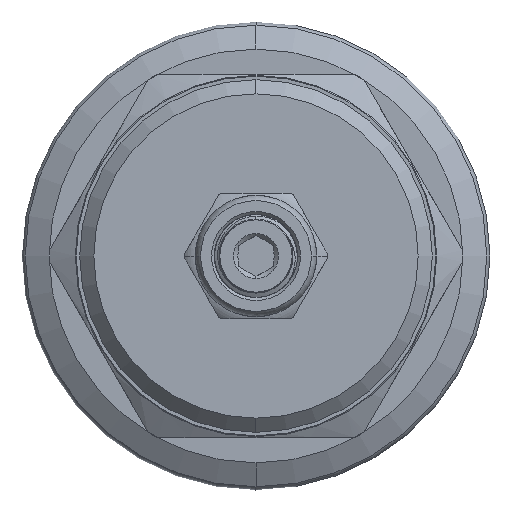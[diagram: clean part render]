
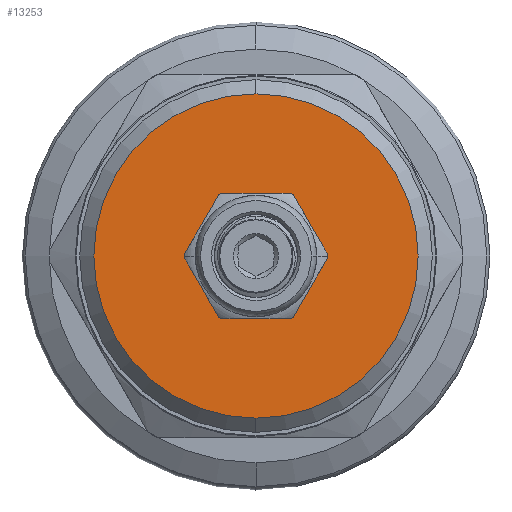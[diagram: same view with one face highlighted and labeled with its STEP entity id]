
A CAD part, left-side view. The second image highlights one B-rep face of the part: STEP entity #13253.
In plain terms, the highlighted planar face has unit normal (-1, 0, 0).
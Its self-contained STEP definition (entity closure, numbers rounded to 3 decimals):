
#502 = VERTEX_POINT ( 'NONE', #10695 ) ;
#891 = EDGE_CURVE ( 'NONE', #6967, #2844, #12049, .T. ) ;
#2684 = EDGE_CURVE ( 'NONE', #19472, #502, #5717, .T. ) ;
#2747 = CARTESIAN_POINT ( 'NONE',  ( -6.83, 6.875, 0. ) ) ;
#2785 = PLANE ( 'NONE',  #7243 ) ;
#2844 = VERTEX_POINT ( 'NONE', #14666 ) ;
#3261 = FACE_BOUND ( 'NONE', #4234, .T. ) ;
#3457 = AXIS2_PLACEMENT_3D ( 'NONE', #20376, #17489, #9192 ) ;
#3677 = DIRECTION ( 'NONE',  ( 0., -1., 0. ) ) ;
#4234 = EDGE_LOOP ( 'NONE', ( #8025, #12310 ) ) ;
#4390 = DIRECTION ( 'NONE',  ( 1., 0., 0. ) ) ;
#4456 = DIRECTION ( 'NONE',  ( 0., -1., 0. ) ) ;
#5717 = CIRCLE ( 'NONE', #12117, 6.875 ) ;
#6052 = DIRECTION ( 'NONE',  ( 1., 0., 0. ) ) ;
#6058 = AXIS2_PLACEMENT_3D ( 'NONE', #8748, #10196, #3677 ) ;
#6380 = CARTESIAN_POINT ( 'NONE',  ( -6.83, 0., 0. ) ) ;
#6967 = VERTEX_POINT ( 'NONE', #7181 ) ;
#7181 = CARTESIAN_POINT ( 'NONE',  ( -6.83, 0., -18.4 ) ) ;
#7243 = AXIS2_PLACEMENT_3D ( 'NONE', #7719, #4390, #16044 ) ;
#7329 = EDGE_CURVE ( 'NONE', #502, #19472, #9542, .T. ) ;
#7719 = CARTESIAN_POINT ( 'NONE',  ( -6.83, -18.4, 0. ) ) ;
#8025 = ORIENTED_EDGE ( 'NONE', *, *, #2684, .T. ) ;
#8035 = DIRECTION ( 'NONE',  ( 0., 0., 1. ) ) ;
#8748 = CARTESIAN_POINT ( 'NONE',  ( -6.83, 0., 0. ) ) ;
#9192 = DIRECTION ( 'NONE',  ( 0., 0., 1. ) ) ;
#9313 = CARTESIAN_POINT ( 'NONE',  ( -6.83, 0., 0. ) ) ;
#9542 = CIRCLE ( 'NONE', #6058, 6.875 ) ;
#10196 = DIRECTION ( 'NONE',  ( 1., 0., 0. ) ) ;
#10695 = CARTESIAN_POINT ( 'NONE',  ( -6.83, -6.875, 0. ) ) ;
#12049 = CIRCLE ( 'NONE', #12431, 18.4 ) ;
#12117 = AXIS2_PLACEMENT_3D ( 'NONE', #9313, #6052, #4456 ) ;
#12310 = ORIENTED_EDGE ( 'NONE', *, *, #7329, .T. ) ;
#12431 = AXIS2_PLACEMENT_3D ( 'NONE', #6380, #17935, #8035 ) ;
#12841 = FACE_OUTER_BOUND ( 'NONE', #18171, .T. ) ;
#13253 = ADVANCED_FACE ( 'NONE', ( #3261, #12841 ), #2785, .F. ) ;
#14666 = CARTESIAN_POINT ( 'NONE',  ( -6.83, 0., 18.4 ) ) ;
#16044 = DIRECTION ( 'NONE',  ( 0., 0., 1. ) ) ;
#17024 = ORIENTED_EDGE ( 'NONE', *, *, #891, .F. ) ;
#17148 = EDGE_CURVE ( 'NONE', #2844, #6967, #18953, .T. ) ;
#17489 = DIRECTION ( 'NONE',  ( 1., 0., 0. ) ) ;
#17935 = DIRECTION ( 'NONE',  ( 1., 0., 0. ) ) ;
#17938 = ORIENTED_EDGE ( 'NONE', *, *, #17148, .F. ) ;
#18171 = EDGE_LOOP ( 'NONE', ( #17938, #17024 ) ) ;
#18953 = CIRCLE ( 'NONE', #3457, 18.4 ) ;
#19472 = VERTEX_POINT ( 'NONE', #2747 ) ;
#20376 = CARTESIAN_POINT ( 'NONE',  ( -6.83, 0., 0. ) ) ;
